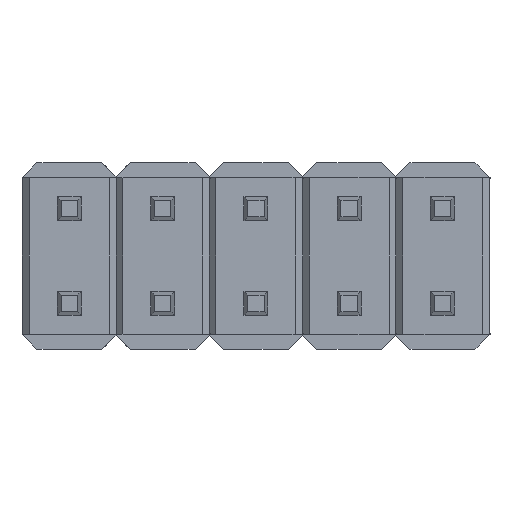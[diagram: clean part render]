
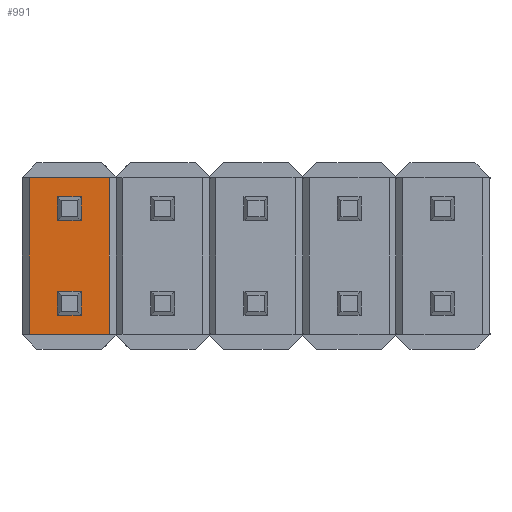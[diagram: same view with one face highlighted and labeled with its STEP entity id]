
A CAD part, front view. The second image highlights one B-rep face of the part: STEP entity #991.
In plain terms, the highlighted planar face has unit normal (0, -1, 0).
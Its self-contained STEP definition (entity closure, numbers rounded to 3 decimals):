
#26 = CARTESIAN_POINT ( 'NONE',  ( 0.32, 0.54, -0.95 ) ) ;
#383 = DIRECTION ( 'NONE',  ( 0., 0., -1. ) ) ;
#413 = CARTESIAN_POINT ( 'NONE',  ( -0.32, 0.54, 1.59 ) ) ;
#421 = VERTEX_POINT ( 'NONE', #683 ) ;
#456 = ORIENTED_EDGE ( 'NONE', *, *, #8132, .T. ) ;
#518 = CARTESIAN_POINT ( 'NONE',  ( -1.27, 0.54, 2.1 ) ) ;
#591 = PLANE ( 'NONE',  #7277 ) ;
#628 = CARTESIAN_POINT ( 'NONE',  ( -0.32, 0.54, -0.95 ) ) ;
#683 = CARTESIAN_POINT ( 'NONE',  ( 1.07, 0.54, -2.1 ) ) ;
#917 = LINE ( 'NONE', #4512, #5258 ) ;
#991 = ADVANCED_FACE ( 'NONE', ( #6594, #6195, #2976 ), #591, .F. ) ;
#1059 = DIRECTION ( 'NONE',  ( 1., 0., 0. ) ) ;
#1127 = CARTESIAN_POINT ( 'NONE',  ( -0.32, 0.54, -1.59 ) ) ;
#1204 = ORIENTED_EDGE ( 'NONE', *, *, #3071, .F. ) ;
#1280 = DIRECTION ( 'NONE',  ( 0., 0., 1. ) ) ;
#1380 = LINE ( 'NONE', #7075, #2694 ) ;
#1660 = VERTEX_POINT ( 'NONE', #8023 ) ;
#1686 = EDGE_CURVE ( 'NONE', #3133, #3046, #5485, .T. ) ;
#1798 = LINE ( 'NONE', #7715, #8270 ) ;
#1807 = CARTESIAN_POINT ( 'NONE',  ( -1.07, 0.54, 2.1 ) ) ;
#1855 = CARTESIAN_POINT ( 'NONE',  ( -1.07, 0.54, -2.1 ) ) ;
#1981 = VERTEX_POINT ( 'NONE', #2985 ) ;
#2150 = DIRECTION ( 'NONE',  ( 0., 1., 0. ) ) ;
#2192 = VERTEX_POINT ( 'NONE', #5344 ) ;
#2229 = CARTESIAN_POINT ( 'NONE',  ( -1.27, 0.54, 2.1 ) ) ;
#2231 = LINE ( 'NONE', #6003, #3737 ) ;
#2384 = VECTOR ( 'NONE', #6750, 1000. ) ;
#2533 = ORIENTED_EDGE ( 'NONE', *, *, #2715, .T. ) ;
#2646 = VECTOR ( 'NONE', #6052, 1000. ) ;
#2694 = VECTOR ( 'NONE', #4958, 1000. ) ;
#2715 = EDGE_CURVE ( 'NONE', #6243, #3133, #917, .T. ) ;
#2721 = ORIENTED_EDGE ( 'NONE', *, *, #7577, .T. ) ;
#2787 = ORIENTED_EDGE ( 'NONE', *, *, #7939, .F. ) ;
#2789 = DIRECTION ( 'NONE',  ( 0., 0., -1. ) ) ;
#2939 = CARTESIAN_POINT ( 'NONE',  ( 0.32, 0.54, 0.95 ) ) ;
#2973 = EDGE_CURVE ( 'NONE', #3564, #6206, #3232, .T. ) ;
#2976 = FACE_OUTER_BOUND ( 'NONE', #4394, .T. ) ;
#2985 = CARTESIAN_POINT ( 'NONE',  ( -0.32, 0.54, 0.95 ) ) ;
#2989 = EDGE_LOOP ( 'NONE', ( #2721, #7398, #6250, #3136 ) ) ;
#3018 = EDGE_CURVE ( 'NONE', #2192, #3564, #7981, .T. ) ;
#3046 = VERTEX_POINT ( 'NONE', #26 ) ;
#3071 = EDGE_CURVE ( 'NONE', #6685, #6640, #4143, .T. ) ;
#3133 = VERTEX_POINT ( 'NONE', #6551 ) ;
#3136 = ORIENTED_EDGE ( 'NONE', *, *, #2973, .T. ) ;
#3232 = LINE ( 'NONE', #2939, #5361 ) ;
#3564 = VERTEX_POINT ( 'NONE', #6699 ) ;
#3737 = VECTOR ( 'NONE', #2789, 1000. ) ;
#3775 = CARTESIAN_POINT ( 'NONE',  ( -0.32, 0.54, 0.95 ) ) ;
#3976 = CARTESIAN_POINT ( 'NONE',  ( 0.32, 0.54, 0.95 ) ) ;
#4089 = EDGE_CURVE ( 'NONE', #1981, #2192, #1798, .T. ) ;
#4115 = VECTOR ( 'NONE', #7640, 1000. ) ;
#4117 = LINE ( 'NONE', #1127, #4329 ) ;
#4143 = LINE ( 'NONE', #6459, #5643 ) ;
#4329 = VECTOR ( 'NONE', #5007, 1000. ) ;
#4385 = LINE ( 'NONE', #4784, #2646 ) ;
#4394 = EDGE_LOOP ( 'NONE', ( #5680, #6761, #2787, #1204 ) ) ;
#4512 = CARTESIAN_POINT ( 'NONE',  ( -0.32, 0.54, -0.95 ) ) ;
#4568 = DIRECTION ( 'NONE',  ( 0., 0., 1. ) ) ;
#4730 = VERTEX_POINT ( 'NONE', #5854 ) ;
#4784 = CARTESIAN_POINT ( 'NONE',  ( -1.27, 0.54, -2.1 ) ) ;
#4958 = DIRECTION ( 'NONE',  ( 0., 0., 1. ) ) ;
#5007 = DIRECTION ( 'NONE',  ( -1., 0., 0. ) ) ;
#5258 = VECTOR ( 'NONE', #1280, 1000. ) ;
#5279 = CARTESIAN_POINT ( 'NONE',  ( -0.32, 0.54, -1.59 ) ) ;
#5344 = CARTESIAN_POINT ( 'NONE',  ( -0.32, 0.54, 1.59 ) ) ;
#5361 = VECTOR ( 'NONE', #383, 1000. ) ;
#5485 = LINE ( 'NONE', #628, #6572 ) ;
#5643 = VECTOR ( 'NONE', #4568, 1000. ) ;
#5680 = ORIENTED_EDGE ( 'NONE', *, *, #6344, .T. ) ;
#5716 = DIRECTION ( 'NONE',  ( 0., 0., 1. ) ) ;
#5854 = CARTESIAN_POINT ( 'NONE',  ( 1.07, 0.54, 2.1 ) ) ;
#6003 = CARTESIAN_POINT ( 'NONE',  ( 0.32, 0.54, -0.95 ) ) ;
#6052 = DIRECTION ( 'NONE',  ( 1., 0., 0. ) ) ;
#6195 = FACE_BOUND ( 'NONE', #2989, .T. ) ;
#6206 = VERTEX_POINT ( 'NONE', #3976 ) ;
#6243 = VERTEX_POINT ( 'NONE', #5279 ) ;
#6250 = ORIENTED_EDGE ( 'NONE', *, *, #3018, .T. ) ;
#6344 = EDGE_CURVE ( 'NONE', #6685, #421, #4385, .T. ) ;
#6459 = CARTESIAN_POINT ( 'NONE',  ( -1.07, 0.54, -2.1 ) ) ;
#6551 = CARTESIAN_POINT ( 'NONE',  ( -0.32, 0.54, -0.95 ) ) ;
#6572 = VECTOR ( 'NONE', #7700, 1000. ) ;
#6594 = FACE_BOUND ( 'NONE', #7660, .T. ) ;
#6640 = VERTEX_POINT ( 'NONE', #1807 ) ;
#6685 = VERTEX_POINT ( 'NONE', #1855 ) ;
#6699 = CARTESIAN_POINT ( 'NONE',  ( 0.32, 0.54, 1.59 ) ) ;
#6750 = DIRECTION ( 'NONE',  ( 1., 0., 0. ) ) ;
#6761 = ORIENTED_EDGE ( 'NONE', *, *, #8301, .T. ) ;
#7075 = CARTESIAN_POINT ( 'NONE',  ( 1.07, 0.54, -2.1 ) ) ;
#7116 = LINE ( 'NONE', #2229, #2384 ) ;
#7121 = EDGE_CURVE ( 'NONE', #3046, #1660, #2231, .T. ) ;
#7277 = AXIS2_PLACEMENT_3D ( 'NONE', #518, #2150, #8022 ) ;
#7335 = LINE ( 'NONE', #3775, #4115 ) ;
#7343 = ORIENTED_EDGE ( 'NONE', *, *, #1686, .T. ) ;
#7398 = ORIENTED_EDGE ( 'NONE', *, *, #4089, .T. ) ;
#7577 = EDGE_CURVE ( 'NONE', #6206, #1981, #7335, .T. ) ;
#7640 = DIRECTION ( 'NONE',  ( -1., 0., 0. ) ) ;
#7660 = EDGE_LOOP ( 'NONE', ( #7739, #456, #2533, #7343 ) ) ;
#7700 = DIRECTION ( 'NONE',  ( 1., 0., 0. ) ) ;
#7715 = CARTESIAN_POINT ( 'NONE',  ( -0.32, 0.54, 0.95 ) ) ;
#7739 = ORIENTED_EDGE ( 'NONE', *, *, #7121, .T. ) ;
#7762 = VECTOR ( 'NONE', #1059, 1000. ) ;
#7939 = EDGE_CURVE ( 'NONE', #6640, #4730, #7116, .T. ) ;
#7981 = LINE ( 'NONE', #413, #7762 ) ;
#8022 = DIRECTION ( 'NONE',  ( 0., 0., 1. ) ) ;
#8023 = CARTESIAN_POINT ( 'NONE',  ( 0.32, 0.54, -1.59 ) ) ;
#8132 = EDGE_CURVE ( 'NONE', #1660, #6243, #4117, .T. ) ;
#8270 = VECTOR ( 'NONE', #5716, 1000. ) ;
#8301 = EDGE_CURVE ( 'NONE', #421, #4730, #1380, .T. ) ;
